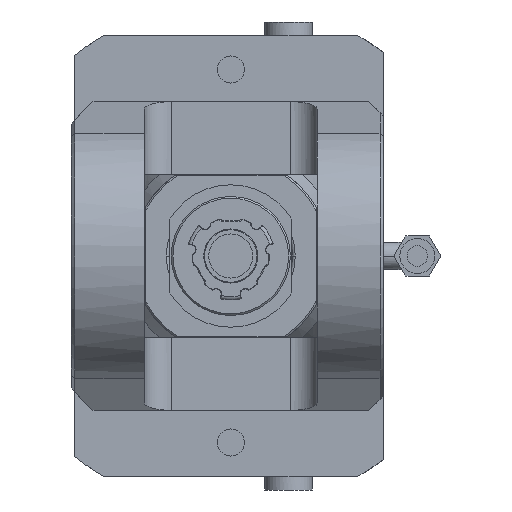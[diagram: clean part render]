
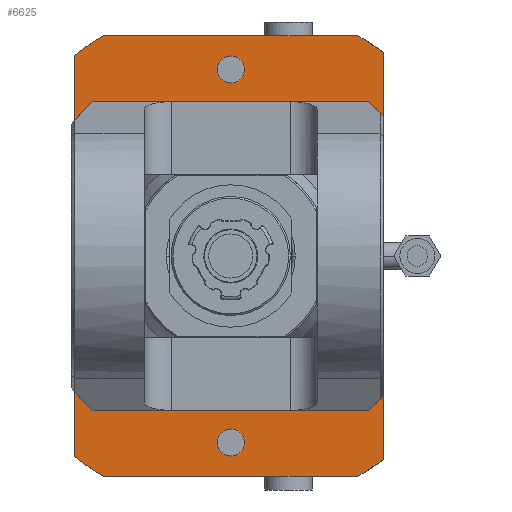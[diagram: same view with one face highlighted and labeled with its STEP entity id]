
A CAD part, left-side view. The second image highlights one B-rep face of the part: STEP entity #6625.
In plain terms, the highlighted planar face has unit normal (-1, 0, 0).
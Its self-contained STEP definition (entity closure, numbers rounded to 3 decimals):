
#10=CARTESIAN_POINT('',(-23.,0.,0.));
#11=DIRECTION('',(-1.,0.,0.));
#12=DIRECTION('',(0.,0.499,0.867));
#13=AXIS2_PLACEMENT_3D('',#10,#11,#12);
#48=CARTESIAN_POINT('',(-23.,0.,0.));
#49=DIRECTION('',(-1.,0.,0.));
#50=DIRECTION('',(0.,0.616,-0.788));
#51=AXIS2_PLACEMENT_3D('',#48,#49,#50);
#89=DIRECTION('',(0.,-1.,0.));
#90=VECTOR('',#89,81.259);
#91=CARTESIAN_POINT('',(-23.,40.629,45.5));
#92=LINE('',#91,#90);
#93=CARTESIAN_POINT('',(-23.,0.,0.));
#94=DIRECTION('',(1.,0.,0.));
#95=DIRECTION('',(0.,0.746,0.666));
#96=AXIS2_PLACEMENT_3D('',#93,#94,#95);
#98=DIRECTION('',(0.,0.,1.));
#99=VECTOR('',#98,81.259);
#100=CARTESIAN_POINT('',(-23.,45.5,-40.629));
#101=LINE('',#100,#99);
#102=CARTESIAN_POINT('',(-23.,0.,0.));
#103=DIRECTION('',(1.,0.,0.));
#104=DIRECTION('',(0.,0.666,-0.746));
#105=AXIS2_PLACEMENT_3D('',#102,#103,#104);
#107=DIRECTION('',(0.,1.,0.));
#108=VECTOR('',#107,81.259);
#109=CARTESIAN_POINT('',(-23.,-40.629,-45.5));
#110=LINE('',#109,#108);
#111=CARTESIAN_POINT('',(-23.,0.,0.));
#112=DIRECTION('',(1.,0.,0.));
#113=DIRECTION('',(0.,-0.738,-0.675));
#114=AXIS2_PLACEMENT_3D('',#111,#112,#113);
#116=DIRECTION('',(0.,0.,-1.));
#117=VECTOR('',#116,18.817);
#118=CARTESIAN_POINT('',(-23.,-45.,-41.183));
#119=LINE('',#118,#117);
#120=DIRECTION('',(0.,1.,0.));
#121=VECTOR('',#120,16.811);
#122=CARTESIAN_POINT('',(-23.,-37.417,-65.));
#123=LINE('',#122,#121);
#124=DIRECTION('',(0.,1.,0.));
#125=VECTOR('',#124,7.211);
#126=CARTESIAN_POINT('',(-23.,-20.606,-65.));
#127=LINE('',#126,#125);
#128=DIRECTION('',(0.,1.,0.));
#129=VECTOR('',#128,50.811);
#130=CARTESIAN_POINT('',(-23.,-13.394,-65.));
#131=LINE('',#130,#129);
#132=DIRECTION('',(0.,0.,1.));
#133=VECTOR('',#132,118.162);
#134=CARTESIAN_POINT('',(-23.,46.2,-59.081));
#135=LINE('',#134,#133);
#136=DIRECTION('',(0.,-1.,0.));
#137=VECTOR('',#136,50.811);
#138=CARTESIAN_POINT('',(-23.,37.417,65.));
#139=LINE('',#138,#137);
#140=DIRECTION('',(0.,-1.,0.));
#141=VECTOR('',#140,7.211);
#142=CARTESIAN_POINT('',(-23.,-13.394,65.));
#143=LINE('',#142,#141);
#144=DIRECTION('',(0.,-1.,0.));
#145=VECTOR('',#144,16.811);
#146=CARTESIAN_POINT('',(-23.,-20.606,65.));
#147=LINE('',#146,#145);
#148=DIRECTION('',(0.,0.,-1.));
#149=VECTOR('',#148,18.817);
#150=CARTESIAN_POINT('',(-23.,-45.,60.));
#151=LINE('',#150,#149);
#152=CARTESIAN_POINT('',(-23.,0.,0.));
#153=DIRECTION('',(1.,0.,0.));
#154=DIRECTION('',(0.,-0.666,0.746));
#155=AXIS2_PLACEMENT_3D('',#152,#153,#154);
#157=CARTESIAN_POINT('',(-23.,0.,55.));
#158=DIRECTION('',(-1.,0.,0.));
#159=DIRECTION('',(0.,0.,1.));
#160=AXIS2_PLACEMENT_3D('',#157,#158,#159);
#162=CARTESIAN_POINT('',(-23.,0.,55.));
#163=DIRECTION('',(-1.,0.,0.));
#164=DIRECTION('',(0.,0.,-1.));
#165=AXIS2_PLACEMENT_3D('',#162,#163,#164);
#167=CARTESIAN_POINT('',(-23.,0.,-55.));
#168=DIRECTION('',(-1.,0.,0.));
#169=DIRECTION('',(0.,0.,1.));
#170=AXIS2_PLACEMENT_3D('',#167,#168,#169);
#172=CARTESIAN_POINT('',(-23.,0.,-55.));
#173=DIRECTION('',(-1.,0.,0.));
#174=DIRECTION('',(0.,0.,-1.));
#175=AXIS2_PLACEMENT_3D('',#172,#173,#174);
#3724=CARTESIAN_POINT('',(-23.,0.,0.));
#3725=DIRECTION('',(1.,0.,0.));
#3726=DIRECTION('',(0.,-0.499,0.867));
#3727=AXIS2_PLACEMENT_3D('',#3724,#3725,#3726);
#3916=CARTESIAN_POINT('',(-23.,0.,0.));
#3917=DIRECTION('',(1.,0.,0.));
#3918=DIRECTION('',(0.,-0.6,-0.8));
#3919=AXIS2_PLACEMENT_3D('',#3916,#3917,#3918);
#5335=CARTESIAN_POINT('',(-23.,46.2,-59.081));
#5336=CARTESIAN_POINT('',(-23.,46.2,59.081));
#5337=VERTEX_POINT('',#5335);
#5338=VERTEX_POINT('',#5336);
#5339=CARTESIAN_POINT('',(-23.,-45.,-60.));
#5340=VERTEX_POINT('',#5339);
#5341=CARTESIAN_POINT('',(-23.,-45.,60.));
#5342=VERTEX_POINT('',#5341);
#5343=CARTESIAN_POINT('',(-23.,37.417,65.));
#5344=VERTEX_POINT('',#5343);
#5345=CARTESIAN_POINT('',(-23.,37.417,-65.));
#5346=VERTEX_POINT('',#5345);
#5347=CARTESIAN_POINT('',(-23.,-37.417,65.));
#5348=VERTEX_POINT('',#5347);
#5349=CARTESIAN_POINT('',(-23.,-37.417,-65.));
#5350=VERTEX_POINT('',#5349);
#5458=CARTESIAN_POINT('',(-23.,-13.394,65.));
#5459=CARTESIAN_POINT('',(-23.,-20.606,65.));
#5460=VERTEX_POINT('',#5458);
#5461=VERTEX_POINT('',#5459);
#5478=CARTESIAN_POINT('',(-23.,-20.606,-65.));
#5479=CARTESIAN_POINT('',(-23.,-13.394,-65.));
#5480=VERTEX_POINT('',#5478);
#5481=VERTEX_POINT('',#5479);
#6047=CARTESIAN_POINT('',(-23.,40.629,45.5));
#6048=CARTESIAN_POINT('',(-23.,-40.629,45.5));
#6049=VERTEX_POINT('',#6047);
#6050=VERTEX_POINT('',#6048);
#6051=CARTESIAN_POINT('',(-23.,-40.629,-45.5));
#6052=CARTESIAN_POINT('',(-23.,40.629,-45.5));
#6053=VERTEX_POINT('',#6051);
#6054=VERTEX_POINT('',#6052);
#6055=CARTESIAN_POINT('',(-23.,-45.,41.183));
#6056=VERTEX_POINT('',#6055);
#6057=CARTESIAN_POINT('',(-23.,-45.,-41.183));
#6058=VERTEX_POINT('',#6057);
#6059=CARTESIAN_POINT('',(-23.,45.5,-40.629));
#6060=VERTEX_POINT('',#6059);
#6061=CARTESIAN_POINT('',(-23.,45.5,40.629));
#6062=VERTEX_POINT('',#6061);
#6245=CARTESIAN_POINT('',(-23.,0.,59.));
#6246=CARTESIAN_POINT('',(-23.,0.,51.));
#6247=VERTEX_POINT('',#6245);
#6248=VERTEX_POINT('',#6246);
#6253=CARTESIAN_POINT('',(-23.,0.,-51.));
#6254=CARTESIAN_POINT('',(-23.,0.,-59.));
#6255=VERTEX_POINT('',#6253);
#6256=VERTEX_POINT('',#6254);
#6571=CARTESIAN_POINT('',(-23.,0.,0.));
#6572=DIRECTION('',(-1.,0.,0.));
#6573=DIRECTION('',(0.,0.,-1.));
#6574=AXIS2_PLACEMENT_3D('',#6571,#6572,#6573);
#6575=PLANE('',#6574);
#6577=ORIENTED_EDGE('',*,*,#6576,.F.);
#6579=ORIENTED_EDGE('',*,*,#6578,.F.);
#6581=ORIENTED_EDGE('',*,*,#6580,.F.);
#6583=ORIENTED_EDGE('',*,*,#6582,.F.);
#6585=ORIENTED_EDGE('',*,*,#6584,.F.);
#6587=ORIENTED_EDGE('',*,*,#6586,.F.);
#6589=ORIENTED_EDGE('',*,*,#6588,.T.);
#6591=ORIENTED_EDGE('',*,*,#6590,.T.);
#6592=ORIENTED_EDGE('',*,*,#6515,.T.);
#6593=ORIENTED_EDGE('',*,*,#6565,.T.);
#6594=ORIENTED_EDGE('',*,*,#6522,.T.);
#6595=ORIENTED_EDGE('',*,*,#6501,.F.);
#6597=ORIENTED_EDGE('',*,*,#6596,.T.);
#6598=ORIENTED_EDGE('',*,*,#6448,.F.);
#6600=ORIENTED_EDGE('',*,*,#6599,.T.);
#6602=ORIENTED_EDGE('',*,*,#6601,.T.);
#6604=ORIENTED_EDGE('',*,*,#6603,.T.);
#6606=ORIENTED_EDGE('',*,*,#6605,.T.);
#6608=ORIENTED_EDGE('',*,*,#6607,.T.);
#6610=ORIENTED_EDGE('',*,*,#6609,.F.);
#6611=EDGE_LOOP('',(#6577,#6579,#6581,#6583,#6585,#6587,#6589,#6591,#6592,#6593,
#6594,#6595,#6597,#6598,#6600,#6602,#6604,#6606,#6608,#6610));
#6612=FACE_OUTER_BOUND('',#6611,.F.);
#6614=ORIENTED_EDGE('',*,*,#6613,.T.);
#6616=ORIENTED_EDGE('',*,*,#6615,.T.);
#6617=EDGE_LOOP('',(#6614,#6616));
#6618=FACE_BOUND('',#6617,.F.);
#6620=ORIENTED_EDGE('',*,*,#6619,.T.);
#6622=ORIENTED_EDGE('',*,*,#6621,.T.);
#6623=EDGE_LOOP('',(#6620,#6622));
#6624=FACE_BOUND('',#6623,.F.);
#6625=ADVANCED_FACE('',(#6612,#6618,#6624),#6575,.T.);
#14=CIRCLE('',#13,75.);
#52=CIRCLE('',#51,75.);
#97=CIRCLE('',#96,61.);
#106=CIRCLE('',#105,61.);
#115=CIRCLE('',#114,61.);
#156=CIRCLE('',#155,61.);
#161=CIRCLE('',#160,4.);
#166=CIRCLE('',#165,4.);
#171=CIRCLE('',#170,4.);
#176=CIRCLE('',#175,4.);
#3728=CIRCLE('',#3727,75.);
#3920=CIRCLE('',#3919,75.);
#6448=EDGE_CURVE('',#5344,#5338,#14,.T.);
#6501=EDGE_CURVE('',#5337,#5346,#52,.T.);
#6515=EDGE_CURVE('',#5350,#5480,#123,.T.);
#6522=EDGE_CURVE('',#5481,#5346,#131,.T.);
#6565=EDGE_CURVE('',#5480,#5481,#127,.T.);
#6576=EDGE_CURVE('',#6049,#6050,#92,.T.);
#6578=EDGE_CURVE('',#6062,#6049,#97,.T.);
#6580=EDGE_CURVE('',#6060,#6062,#101,.T.);
#6582=EDGE_CURVE('',#6054,#6060,#106,.T.);
#6584=EDGE_CURVE('',#6053,#6054,#110,.T.);
#6586=EDGE_CURVE('',#6058,#6053,#115,.T.);
#6588=EDGE_CURVE('',#6058,#5340,#119,.T.);
#6590=EDGE_CURVE('',#5340,#5350,#3920,.T.);
#6596=EDGE_CURVE('',#5337,#5338,#135,.T.);
#6599=EDGE_CURVE('',#5344,#5460,#139,.T.);
#6601=EDGE_CURVE('',#5460,#5461,#143,.T.);
#6603=EDGE_CURVE('',#5461,#5348,#147,.T.);
#6605=EDGE_CURVE('',#5348,#5342,#3728,.T.);
#6607=EDGE_CURVE('',#5342,#6056,#151,.T.);
#6609=EDGE_CURVE('',#6050,#6056,#156,.T.);
#6613=EDGE_CURVE('',#6247,#6248,#161,.T.);
#6615=EDGE_CURVE('',#6248,#6247,#166,.T.);
#6619=EDGE_CURVE('',#6255,#6256,#171,.T.);
#6621=EDGE_CURVE('',#6256,#6255,#176,.T.);
